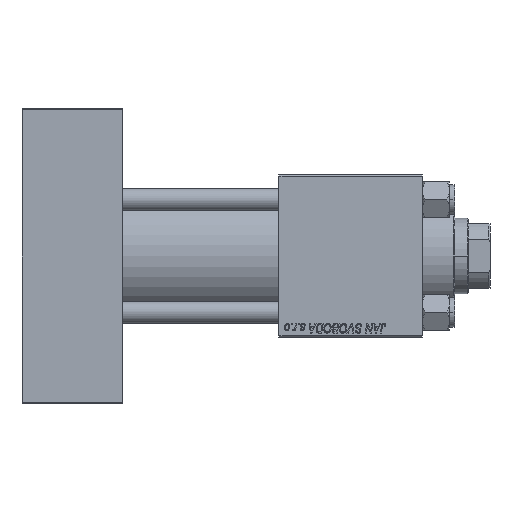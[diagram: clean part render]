
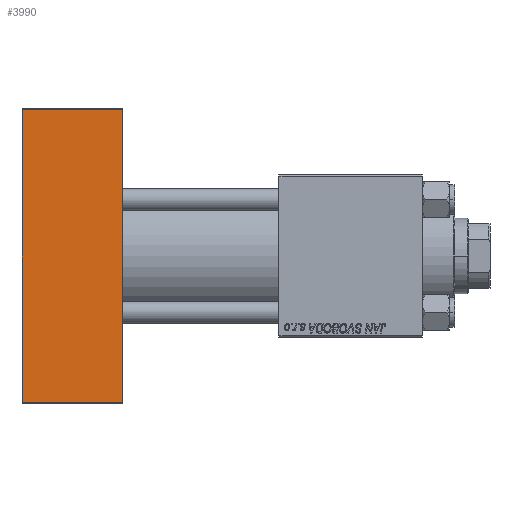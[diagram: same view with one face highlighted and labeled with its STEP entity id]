
A CAD part, front view. The second image highlights one B-rep face of the part: STEP entity #3990.
In plain terms, the highlighted planar face has unit normal (0, -1, 0).
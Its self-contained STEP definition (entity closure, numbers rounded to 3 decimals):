
#516 = VERTEX_POINT ( 'NONE', #804 ) ;
#532 = EDGE_CURVE ( 'NONE', #516, #1871, #20851, .T. ) ;
#804 = CARTESIAN_POINT ( 'NONE',  ( 37., -30., 54. ) ) ;
#850 = LINE ( 'NONE', #12544, #11746 ) ;
#1781 = CARTESIAN_POINT ( 'NONE',  ( 0., -30., -54. ) ) ;
#1871 = VERTEX_POINT ( 'NONE', #35156 ) ;
#2761 = CARTESIAN_POINT ( 'NONE',  ( 37., -30., -54. ) ) ;
#3259 = CARTESIAN_POINT ( 'NONE',  ( 0., -30., 54. ) ) ;
#3663 = EDGE_CURVE ( 'NONE', #47929, #1871, #9879, .T. ) ;
#3774 = VERTEX_POINT ( 'NONE', #3259 ) ;
#3990 = ADVANCED_FACE ( 'NONE', ( #42479 ), #20122, .F. ) ;
#4408 = ORIENTED_EDGE ( 'NONE', *, *, #27602, .T. ) ;
#9879 = LINE ( 'NONE', #2761, #18288 ) ;
#11746 = VECTOR ( 'NONE', #43770, 1000. ) ;
#11809 = AXIS2_PLACEMENT_3D ( 'NONE', #47040, #16049, #31555 ) ;
#12544 = CARTESIAN_POINT ( 'NONE',  ( 0., -30., 54.5 ) ) ;
#12849 = ORIENTED_EDGE ( 'NONE', *, *, #47333, .T. ) ;
#15929 = EDGE_LOOP ( 'NONE', ( #4408, #44385, #19120, #12849 ) ) ;
#16049 = DIRECTION ( 'NONE',  ( 0., 1., 0. ) ) ;
#17106 = VECTOR ( 'NONE', #25500, 1000. ) ;
#18174 = VECTOR ( 'NONE', #47274, 1000. ) ;
#18288 = VECTOR ( 'NONE', #25354, 1000. ) ;
#19120 = ORIENTED_EDGE ( 'NONE', *, *, #532, .F. ) ;
#20122 = PLANE ( 'NONE',  #11809 ) ;
#20677 = CARTESIAN_POINT ( 'NONE',  ( 37., -30., 54. ) ) ;
#20851 = LINE ( 'NONE', #32298, #18174 ) ;
#25354 = DIRECTION ( 'NONE',  ( 1., 0., 0. ) ) ;
#25500 = DIRECTION ( 'NONE',  ( -1., 0., 0. ) ) ;
#27602 = EDGE_CURVE ( 'NONE', #3774, #47929, #850, .T. ) ;
#31555 = DIRECTION ( 'NONE',  ( 0., 0., 1. ) ) ;
#32298 = CARTESIAN_POINT ( 'NONE',  ( 37., -30., 54.5 ) ) ;
#35156 = CARTESIAN_POINT ( 'NONE',  ( 37., -30., -54. ) ) ;
#42479 = FACE_OUTER_BOUND ( 'NONE', #15929, .T. ) ;
#43770 = DIRECTION ( 'NONE',  ( 0., 0., -1. ) ) ;
#44385 = ORIENTED_EDGE ( 'NONE', *, *, #3663, .T. ) ;
#47040 = CARTESIAN_POINT ( 'NONE',  ( 37., -30., 54.5 ) ) ;
#47274 = DIRECTION ( 'NONE',  ( 0., 0., -1. ) ) ;
#47333 = EDGE_CURVE ( 'NONE', #516, #3774, #48609, .T. ) ;
#47929 = VERTEX_POINT ( 'NONE', #1781 ) ;
#48609 = LINE ( 'NONE', #20677, #17106 ) ;
